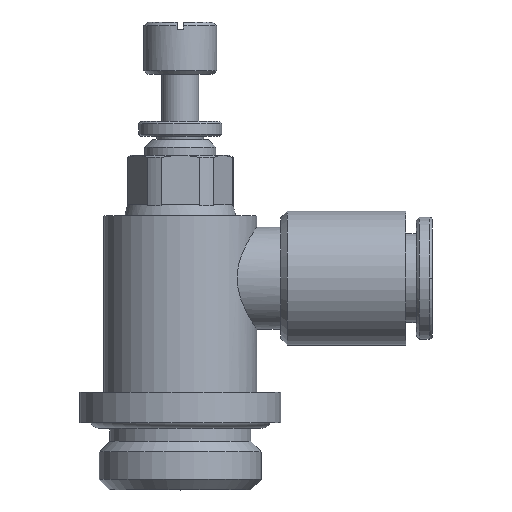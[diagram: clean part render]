
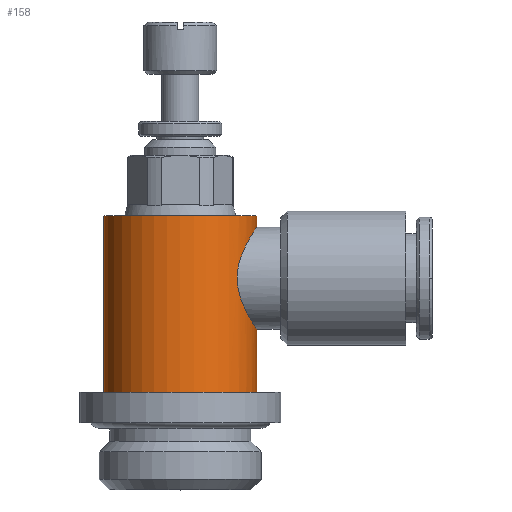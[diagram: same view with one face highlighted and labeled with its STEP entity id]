
A CAD part, top view. The second image highlights one B-rep face of the part: STEP entity #158.
In plain terms, the highlighted cylindrical face has radius 6.2 mm (diameter 12.4 mm), a partial arc.
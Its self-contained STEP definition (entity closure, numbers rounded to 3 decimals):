
#158=ADVANCED_FACE('',(#398),#399,.T.);
#398=FACE_OUTER_BOUND('',#640,.T.);
#399=CYLINDRICAL_SURFACE('',#641,6.2);
#640=EDGE_LOOP('',(#1515,#1516,#1517,#1518,#1519,#1520));
#641=AXIS2_PLACEMENT_3D('',#1521,#1522,#1523);
#1515=ORIENTED_EDGE('',*,*,#1539,.T.);
#1516=ORIENTED_EDGE('',*,*,#1625,.T.);
#1517=ORIENTED_EDGE('',*,*,#1543,.T.);
#1518=ORIENTED_EDGE('',*,*,#1802,.F.);
#1519=ORIENTED_EDGE('',*,*,#1541,.T.);
#1520=ORIENTED_EDGE('',*,*,#1800,.F.);
#1521=CARTESIAN_POINT('',(0.0,7.158,0.0));
#1522=DIRECTION('',(-0.0,1.0,0.0));
#1523=DIRECTION('',(1.0,0.0,0.0));
#1539=EDGE_CURVE('',#1817,#1818,#1819,.T.);
#1541=EDGE_CURVE('',#1822,#1820,#1823,.T.);
#1543=EDGE_CURVE('',#1826,#1824,#1827,.T.);
#1625=EDGE_CURVE('',#1818,#1826,#1976,.T.);
#1800=EDGE_CURVE('',#1817,#1820,#2244,.T.);
#1802=EDGE_CURVE('',#1822,#1824,#2246,.T.);
#1817=VERTEX_POINT('',#2261);
#1818=VERTEX_POINT('',#2262);
#1819=LINE('',#2263,#2264);
#1820=VERTEX_POINT('',#2265);
#1822=VERTEX_POINT('',#2267);
#1823=LINE('',#2268,#2269);
#1824=VERTEX_POINT('',#2270);
#1826=VERTEX_POINT('',#2272);
#1827=LINE('',#2273,#2274);
#1976=B_SPLINE_CURVE_WITH_KNOTS('',3,(#2560,#2561,#2562,#2563,#2564,#2565,#2566,#2567,#2568,#2569,#2570,#2571,#2572,#2573,#2574,#2575,#2576,#2577,#2578,#2579,#2580,#2581,#2582,#2583,#2584,#2585,#2586,#2587,#2588,#2589,#2590,#2591,#2592,#2593),.UNSPECIFIED.,.F.,.F.,(4,2,2,2,2,2,2,2,2,2,2,2,2,2,2,2,4),(6.494,7.301,8.109,8.916,9.723,10.54,11.356,12.172,12.988,13.805,14.621,15.437,16.254,17.061,17.868,18.675,19.483),.UNSPECIFIED.);
#2244=CIRCLE('',#3253,6.2);
#2246=CIRCLE('',#3255,6.2);
#2261=CARTESIAN_POINT('',(6.2,0.0,0.0));
#2262=CARTESIAN_POINT('',(6.2,5.138,0.));
#2263=CARTESIAN_POINT('',(6.2,7.158,0.));
#2264=VECTOR('',#3280,1.0);
#2265=CARTESIAN_POINT('',(-6.2,0.0,0.));
#2267=CARTESIAN_POINT('',(-6.2,14.316,0.));
#2268=CARTESIAN_POINT('',(-6.2,7.158,0.));
#2269=VECTOR('',#3284,1.0);
#2270=CARTESIAN_POINT('',(6.2,14.316,0.0));
#2272=CARTESIAN_POINT('',(6.2,13.413,0.));
#2273=CARTESIAN_POINT('',(6.2,7.158,0.));
#2274=VECTOR('',#3288,1.0);
#2560=CARTESIAN_POINT('',(6.2,5.138,0.));
#2561=CARTESIAN_POINT('',(6.2,5.138,0.269));
#2562=CARTESIAN_POINT('',(6.182,5.165,0.545));
#2563=CARTESIAN_POINT('',(6.11,5.274,1.087));
#2564=CARTESIAN_POINT('',(6.056,5.357,1.355));
#2565=CARTESIAN_POINT('',(5.92,5.571,1.862));
#2566=CARTESIAN_POINT('',(5.837,5.703,2.103));
#2567=CARTESIAN_POINT('',(5.658,6.003,2.546));
#2568=CARTESIAN_POINT('',(5.562,6.172,2.748));
#2569=CARTESIAN_POINT('',(5.37,6.53,3.106));
#2570=CARTESIAN_POINT('',(5.268,6.733,3.275));
#2571=CARTESIAN_POINT('',(5.069,7.176,3.575));
#2572=CARTESIAN_POINT('',(4.973,7.415,3.706));
#2573=CARTESIAN_POINT('',(4.806,7.92,3.919));
#2574=CARTESIAN_POINT('',(4.737,8.186,4.001));
#2575=CARTESIAN_POINT('',(4.642,8.727,4.11));
#2576=CARTESIAN_POINT('',(4.617,9.004,4.138));
#2577=CARTESIAN_POINT('',(4.617,9.548,4.138));
#2578=CARTESIAN_POINT('',(4.642,9.824,4.11));
#2579=CARTESIAN_POINT('',(4.737,10.366,4.001));
#2580=CARTESIAN_POINT('',(4.806,10.632,3.919));
#2581=CARTESIAN_POINT('',(4.973,11.136,3.706));
#2582=CARTESIAN_POINT('',(5.069,11.376,3.575));
#2583=CARTESIAN_POINT('',(5.268,11.819,3.275));
#2584=CARTESIAN_POINT('',(5.37,12.022,3.106));
#2585=CARTESIAN_POINT('',(5.562,12.38,2.748));
#2586=CARTESIAN_POINT('',(5.658,12.548,2.546));
#2587=CARTESIAN_POINT('',(5.837,12.849,2.103));
#2588=CARTESIAN_POINT('',(5.92,12.981,1.862));
#2589=CARTESIAN_POINT('',(6.056,13.195,1.355));
#2590=CARTESIAN_POINT('',(6.11,13.278,1.087));
#2591=CARTESIAN_POINT('',(6.182,13.387,0.545));
#2592=CARTESIAN_POINT('',(6.2,13.413,0.269));
#2593=CARTESIAN_POINT('',(6.2,13.413,0.));
#3253=AXIS2_PLACEMENT_3D('',#3770,#3771,#3772);
#3255=AXIS2_PLACEMENT_3D('',#3776,#3777,#3778);
#3280=DIRECTION('',(0.0,1.0,0.0));
#3284=DIRECTION('',(-0.0,-1.0,-0.0));
#3288=DIRECTION('',(0.0,1.0,0.0));
#3770=CARTESIAN_POINT('',(0.0,0.0,0.0));
#3771=DIRECTION('',(0.0,-1.0,0.0));
#3772=DIRECTION('',(1.0,0.0,0.0));
#3776=CARTESIAN_POINT('',(0.0,14.316,0.0));
#3777=DIRECTION('',(-0.0,1.0,0.0));
#3778=DIRECTION('',(1.0,0.0,0.0));
